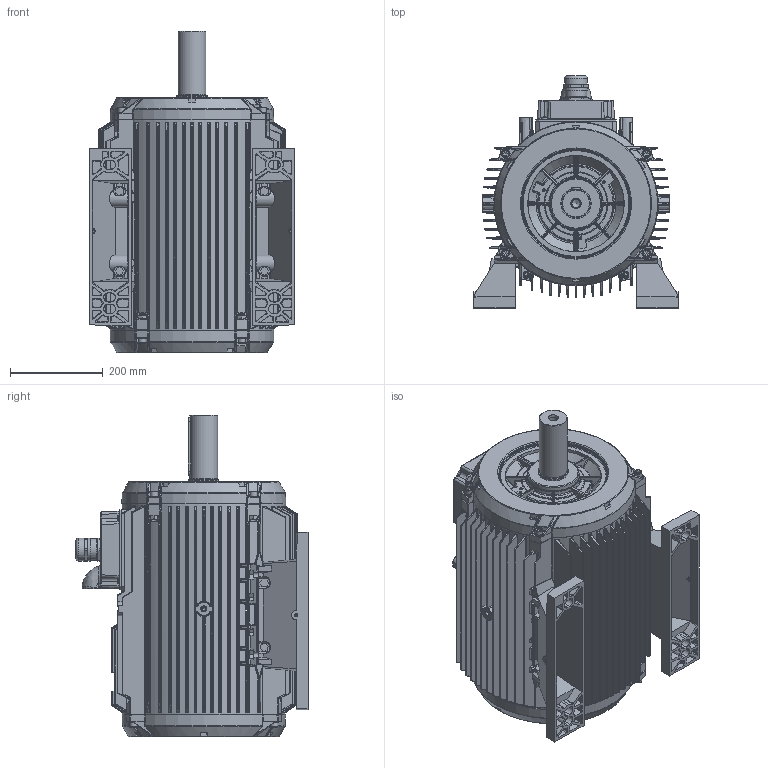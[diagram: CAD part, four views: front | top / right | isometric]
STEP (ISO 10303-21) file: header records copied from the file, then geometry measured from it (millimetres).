
FILE_DESCRIPTION(/* description */ (''),/* implementation_level */ '2;1');
FILE_NAME(/* name */ '652133501_AD-DIS GORUNUS S2H225S4A DTM.stp',/* time_stamp */ '2024-07-30T10:22:02+03:00',/* author */ (''),/* organization */ (''),/* preprocessor_version */ 'ST-DEVELOPER v18.102',/* originating_system */ 'SIEMENS PLM Software NX2206.8101',/* authorisation */ '');
FILE_SCHEMA (('AP203_CONFIGURATION_CONTROLLED_3D_DESIGN_OF_MECHANICAL_PARTS_AND_ASSEMBLIES_MIM_LF { 1 0 10303 403 2 1 2}'));
Products named in the file (1): AD_objects
Bounding box: 442 x 501 x 695 mm (x, y, z)
Surface area: 2580785.4 mm2 (no closed solid volume)
Topology: 0 solids, 84 shells, 3544 faces, 11958 edges, 7773 vertices
Faces by surface type: plane 1068, cylinder 934, bspline 874, cone 359, torus 239, sphere 66, revolution 4
Full cylindrical faces by diameter (mm): 10.3 x4, 12 x4, 16 x8, 17.5 x1, 21 x1, 32 x1, 45.339 x1, 46.838 x1, 49.505 x2, 59.4 x1, 60 x2, 65.2 x1, 65.3 x1, 236 x2
Entity records: 193522 total; most frequent: CARTESIAN_POINT 89306, ORIENTED_EDGE 18544, DIRECTION 15997, EDGE_CURVE 11695, VERTEX_POINT 7719, AXIS2_PLACEMENT_3D 6104, B_SPLINE_CURVE_WITH_KNOTS 4448, EDGE_LOOP 3824
